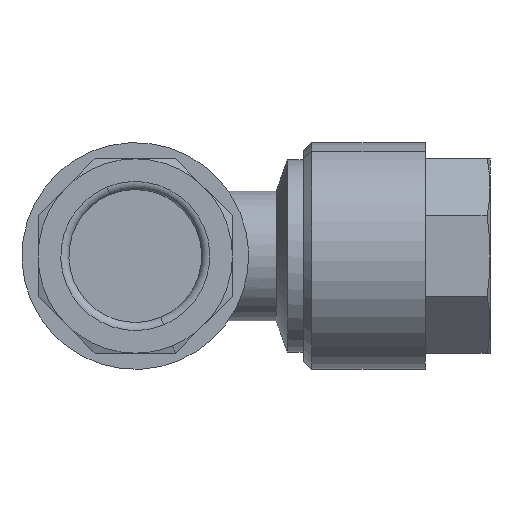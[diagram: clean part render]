
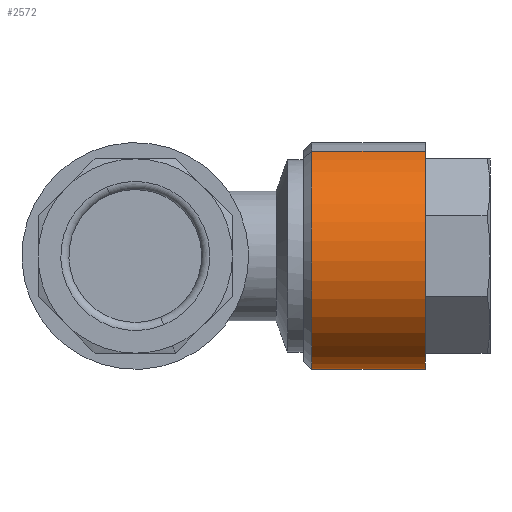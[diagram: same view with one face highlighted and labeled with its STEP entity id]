
A CAD part, left-side view. The second image highlights one B-rep face of the part: STEP entity #2572.
In plain terms, the highlighted cylindrical face has radius 7 mm (diameter 14 mm), a partial arc.
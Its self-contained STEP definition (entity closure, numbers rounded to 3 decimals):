
#1106 = EDGE_LOOP ( 'NONE', ( #3362, #3363, #3364, #3365 ) ) ;
#1254 = AXIS2_PLACEMENT_3D ( 'NONE', #5693, #5694, #5702 ) ;
#1669 = VERTEX_POINT ( 'NONE', #5642 ) ;
#2385 = CARTESIAN_POINT ( 'NONE',  ( -2.679, 11.6, 6.467 ) ) ;
#2388 = CARTESIAN_POINT ( 'NONE',  ( -2.679, 4.6, 6.467 ) ) ;
#2572 = ADVANCED_FACE ( 'NONE', ( #4985 ), #4995, .T. ) ;
#2844 = AXIS2_PLACEMENT_3D ( 'NONE', #5316, #5317, #5318 ) ;
#2845 = AXIS2_PLACEMENT_3D ( 'NONE', #5320, #5321, #5322 ) ;
#3042 = LINE ( 'NONE', #5319, #3050 ) ;
#3043 = CIRCLE ( 'NONE', #2844, 7. ) ;
#3045 = CIRCLE ( 'NONE', #2845, 7. ) ;
#3046 = LINE ( 'NONE', #5315, #3047 ) ;
#3047 = VECTOR ( 'NONE', #5311, 1000. ) ;
#3050 = VECTOR ( 'NONE', #5314, 1000. ) ;
#3296 = VERTEX_POINT ( 'NONE', #4117 ) ;
#3362 = ORIENTED_EDGE ( 'NONE', *, *, #4296, .T. ) ;
#3363 = ORIENTED_EDGE ( 'NONE', *, *, #4297, .T. ) ;
#3364 = ORIENTED_EDGE ( 'NONE', *, *, #4298, .F. ) ;
#3365 = ORIENTED_EDGE ( 'NONE', *, *, #4299, .F. ) ;
#4117 = CARTESIAN_POINT ( 'NONE',  ( 2.679, 4.6, -6.467 ) ) ;
#4296 = EDGE_CURVE ( 'NONE', #3296, #6023, #3043, .T. ) ;
#4297 = EDGE_CURVE ( 'NONE', #6023, #6025, #3046, .T. ) ;
#4298 = EDGE_CURVE ( 'NONE', #1669, #6025, #3045, .T. ) ;
#4299 = EDGE_CURVE ( 'NONE', #3296, #1669, #3042, .T. ) ;
#4985 = FACE_OUTER_BOUND ( 'NONE', #1106, .T. ) ;
#4995 = CYLINDRICAL_SURFACE ( 'NONE', #1254, 7. ) ;
#5311 = DIRECTION ( 'NONE',  ( 0., 1., 0. ) ) ;
#5314 = DIRECTION ( 'NONE',  ( 0., 1., 0. ) ) ;
#5315 = CARTESIAN_POINT ( 'NONE',  ( -2.679, 12.1, 6.467 ) ) ;
#5316 = CARTESIAN_POINT ( 'NONE',  ( 0., 4.6, 0. ) ) ;
#5317 = DIRECTION ( 'NONE',  ( 0., 1., 0. ) ) ;
#5318 = DIRECTION ( 'NONE',  ( -0.383, 0., 0.924 ) ) ;
#5319 = CARTESIAN_POINT ( 'NONE',  ( 2.679, 12.1, -6.467 ) ) ;
#5320 = CARTESIAN_POINT ( 'NONE',  ( 0., 11.6, 0. ) ) ;
#5321 = DIRECTION ( 'NONE',  ( 0., 1., 0. ) ) ;
#5322 = DIRECTION ( 'NONE',  ( 0.383, 0., -0.924 ) ) ;
#5642 = CARTESIAN_POINT ( 'NONE',  ( 2.679, 11.6, -6.467 ) ) ;
#5693 = CARTESIAN_POINT ( 'NONE',  ( 0., 12.1, 0. ) ) ;
#5694 = DIRECTION ( 'NONE',  ( 0., 1., 0. ) ) ;
#5702 = DIRECTION ( 'NONE',  ( 0.383, 0., -0.924 ) ) ;
#6023 = VERTEX_POINT ( 'NONE', #2388 ) ;
#6025 = VERTEX_POINT ( 'NONE', #2385 ) ;
